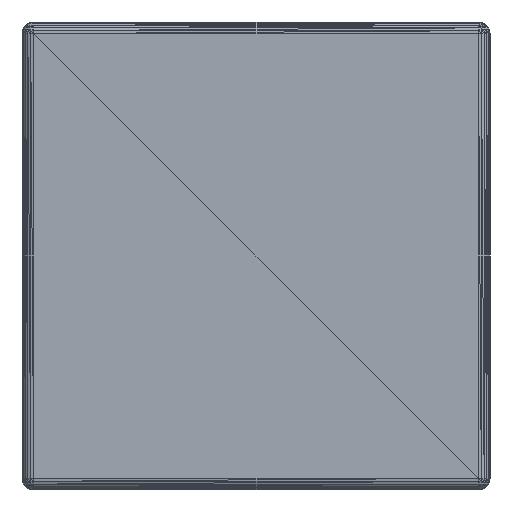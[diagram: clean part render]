
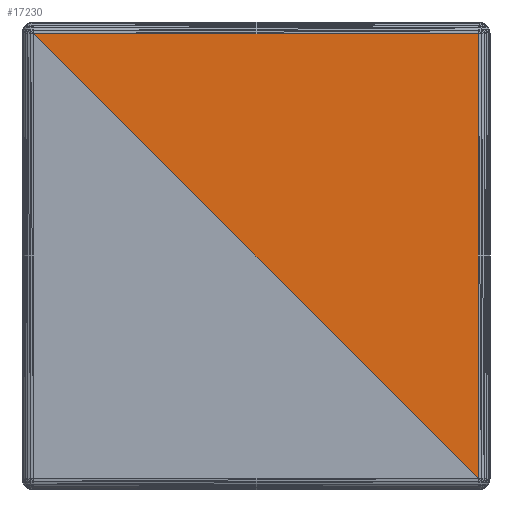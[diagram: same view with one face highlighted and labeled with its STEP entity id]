
A CAD part, left-side view. The second image highlights one B-rep face of the part: STEP entity #17230.
In plain terms, the highlighted planar face has unit normal (-1, 0, 0).
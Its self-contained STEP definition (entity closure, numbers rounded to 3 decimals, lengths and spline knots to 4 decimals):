
#11=DIRECTION('',(0.0,0.0,1.0));
#462=VECTOR('',#11,1000.0);
#1190=DIRECTION('',(0.0,1.0,0.0));
#1191=VECTOR('',#1190,1000.0);
#6257=CARTESIAN_POINT('',(-0.8,-0.38,-0.38));
#6258=VERTEX_POINT('',#6257);
#6259=CARTESIAN_POINT('',(-0.8,0.38,0.38));
#6260=VERTEX_POINT('',#6259);
#6261=CARTESIAN_POINT('',(-0.8,-0.38,0.38));
#6262=VERTEX_POINT('',#6261);
#17201=DIRECTION('',(0.0,0.707,0.707));
#17202=VECTOR('',#17201,1000.0);
#17203=LINE('',#6257,#17202);
#17204=EDGE_CURVE('',#6258,#6260,#17203,.T.);
#17217=LINE('',#6257,#462);
#17218=EDGE_CURVE('',#6258,#6262,#17217,.T.);
#17219=LINE('',#6261,#1191);
#17220=EDGE_CURVE('',#6262,#6260,#17219,.T.);
#17221=ORIENTED_EDGE('',*,*,#17204,.F.);
#17222=ORIENTED_EDGE('',*,*,#17218,.T.);
#17223=ORIENTED_EDGE('',*,*,#17220,.T.);
#17224=DIRECTION('',(-1.0,-0.0,0.0));
#17225=DIRECTION('',(0.0,-0.707,-0.707));
#17226=AXIS2_PLACEMENT_3D('',#6259,#17224,#17225);
#17227=PLANE('',#17226);
#17228=EDGE_LOOP('',(#17221,#17222,#17223));
#17229=FACE_BOUND('',#17228,.T.);
#17230=ADVANCED_FACE('',(#17229),#17227,.T.);
